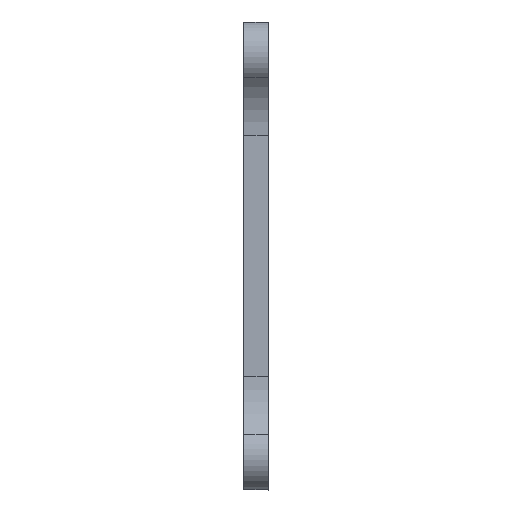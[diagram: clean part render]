
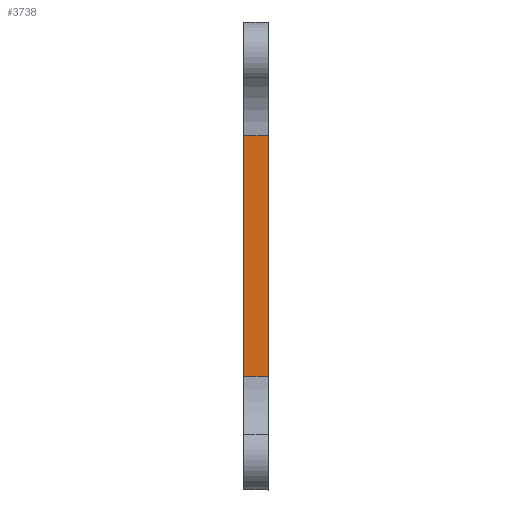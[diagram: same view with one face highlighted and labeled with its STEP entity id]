
A CAD part, left-side view. The second image highlights one B-rep face of the part: STEP entity #3738.
In plain terms, the highlighted planar face has unit normal (-1, 0, 0).
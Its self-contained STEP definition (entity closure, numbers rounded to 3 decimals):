
#82=PLANE('',#4035);
#397=FACE_OUTER_BOUND('',#628,.T.);
#628=EDGE_LOOP('',(#2977,#2978,#2979,#2980));
#808=LINE('',#4938,#1145);
#809=LINE('',#4945,#1146);
#819=LINE('',#5086,#1156);
#897=LINE('',#5929,#1234);
#1145=VECTOR('',#4161,10.);
#1146=VECTOR('',#4168,10.);
#1156=VECTOR('',#4222,10.);
#1234=VECTOR('',#4372,10.);
#1564=VERTEX_POINT('',#4935);
#1565=VERTEX_POINT('',#4937);
#1567=VERTEX_POINT('',#4942);
#1568=VERTEX_POINT('',#4944);
#1958=EDGE_CURVE('',#1564,#1565,#808,.T.);
#1961=EDGE_CURVE('',#1567,#1568,#809,.T.);
#1995=EDGE_CURVE('',#1567,#1565,#819,.T.);
#2177=EDGE_CURVE('',#1564,#1568,#897,.T.);
#2977=ORIENTED_EDGE('',*,*,#1958,.F.);
#2978=ORIENTED_EDGE('',*,*,#2177,.T.);
#2979=ORIENTED_EDGE('',*,*,#1961,.F.);
#2980=ORIENTED_EDGE('',*,*,#1995,.T.);
#3738=ADVANCED_FACE('',(#397),#82,.T.);
#4035=AXIS2_PLACEMENT_3D('',#6795,#4514,#4515);
#4161=DIRECTION('',(0.,-1.,0.));
#4168=DIRECTION('',(0.,1.,0.));
#4222=DIRECTION('',(0.,0.,1.));
#4372=DIRECTION('',(0.,0.,-1.));
#4514=DIRECTION('center_axis',(-1.,0.,0.));
#4515=DIRECTION('ref_axis',(0.,0.,1.));
#4935=CARTESIAN_POINT('',(-67.734,1.5,-17.671));
#4937=CARTESIAN_POINT('',(-67.734,0.,-17.671));
#4938=CARTESIAN_POINT('',(-67.734,0.,-17.671));
#4942=CARTESIAN_POINT('',(-67.734,0.,-32.423));
#4944=CARTESIAN_POINT('',(-67.734,1.5,-32.423));
#4945=CARTESIAN_POINT('',(-67.734,0.,-32.423));
#5086=CARTESIAN_POINT('',(-67.734,0.,-22.273));
#5929=CARTESIAN_POINT('',(-67.734,1.5,-22.273));
#6795=CARTESIAN_POINT('Origin',(-67.734,1.5,-19.498));
